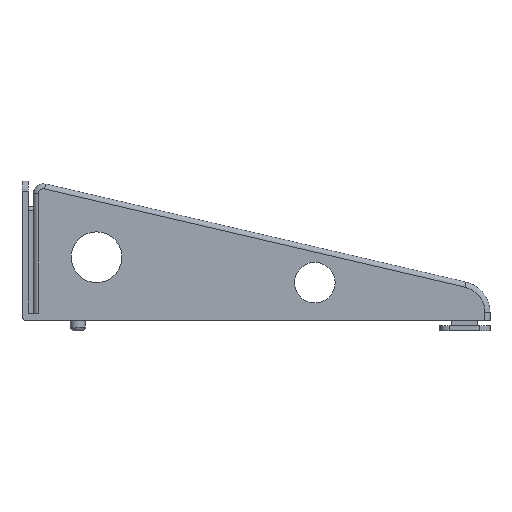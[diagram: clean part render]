
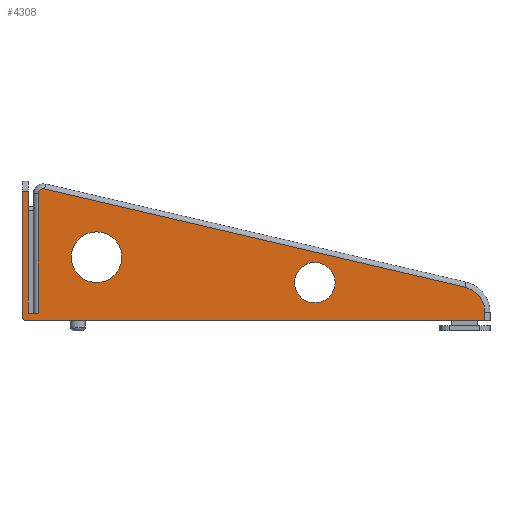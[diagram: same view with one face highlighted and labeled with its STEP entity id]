
A CAD part, top view. The second image highlights one B-rep face of the part: STEP entity #4308.
In plain terms, the highlighted planar face has unit normal (0, 0, 1).
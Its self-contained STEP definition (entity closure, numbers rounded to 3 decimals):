
#129=FACE_BOUND('',#790,.T.);
#130=FACE_BOUND('',#791,.T.);
#302=PLANE('',#4578);
#536=FACE_OUTER_BOUND('',#789,.T.);
#789=EDGE_LOOP('',(#4045,#4046,#4047,#4048,#4049,#4050,#4051,#4052,#4053,
#4054,#4055));
#790=EDGE_LOOP('',(#4056));
#791=EDGE_LOOP('',(#4057));
#793=LINE('',#5580,#1289);
#794=LINE('',#5591,#1290);
#796=LINE('',#5617,#1292);
#811=LINE('',#5655,#1307);
#1277=LINE('',#7318,#1773);
#1283=LINE('',#7330,#1779);
#1285=LINE('',#7336,#1781);
#1287=LINE('',#7340,#1783);
#1289=VECTOR('',#4588,10.);
#1290=VECTOR('',#4601,10.);
#1292=VECTOR('',#4613,10.);
#1307=VECTOR('',#4648,10.);
#1773=VECTOR('',#5540,10.);
#1779=VECTOR('',#5552,10.);
#1781=VECTOR('',#5560,10.);
#1783=VECTOR('',#5566,10.);
#1787=CIRCLE('',#4337,10.25);
#1791=CIRCLE('',#4342,2.);
#1818=CIRCLE('',#4535,8.);
#1819=CIRCLE('',#4537,10.);
#1834=CIRCLE('',#4573,2.);
#1835=VERTEX_POINT('',#5573);
#1838=VERTEX_POINT('',#5578);
#1840=VERTEX_POINT('',#5583);
#1842=VERTEX_POINT('',#5589);
#1844=VERTEX_POINT('',#5609);
#1846=VERTEX_POINT('',#5615);
#1859=VERTEX_POINT('',#5654);
#2206=VERTEX_POINT('',#7202);
#2207=VERTEX_POINT('',#7206);
#2231=VERTEX_POINT('',#7315);
#2232=VERTEX_POINT('',#7317);
#2235=VERTEX_POINT('',#7328);
#2236=VERTEX_POINT('',#7332);
#2240=EDGE_CURVE('',#1838,#1835,#793,.T.);
#2242=EDGE_CURVE('',#1840,#1838,#1787,.T.);
#2245=EDGE_CURVE('',#1842,#1840,#794,.T.);
#2248=EDGE_CURVE('',#1844,#1842,#1791,.T.);
#2251=EDGE_CURVE('',#1846,#1844,#796,.T.);
#2270=EDGE_CURVE('',#1835,#1859,#811,.T.);
#2789=EDGE_CURVE('',#2206,#2206,#1818,.T.);
#2791=EDGE_CURVE('',#2207,#2207,#1819,.T.);
#2831=EDGE_CURVE('',#2232,#2231,#1277,.T.);
#2838=EDGE_CURVE('',#2235,#2231,#1283,.T.);
#2839=EDGE_CURVE('',#1859,#2236,#1834,.T.);
#2841=EDGE_CURVE('',#2232,#1846,#1285,.T.);
#2843=EDGE_CURVE('',#2236,#2235,#1287,.T.);
#4045=ORIENTED_EDGE('',*,*,#2841,.F.);
#4046=ORIENTED_EDGE('',*,*,#2831,.T.);
#4047=ORIENTED_EDGE('',*,*,#2838,.F.);
#4048=ORIENTED_EDGE('',*,*,#2843,.F.);
#4049=ORIENTED_EDGE('',*,*,#2839,.F.);
#4050=ORIENTED_EDGE('',*,*,#2270,.F.);
#4051=ORIENTED_EDGE('',*,*,#2240,.F.);
#4052=ORIENTED_EDGE('',*,*,#2242,.F.);
#4053=ORIENTED_EDGE('',*,*,#2245,.F.);
#4054=ORIENTED_EDGE('',*,*,#2248,.F.);
#4055=ORIENTED_EDGE('',*,*,#2251,.F.);
#4056=ORIENTED_EDGE('',*,*,#2789,.T.);
#4057=ORIENTED_EDGE('',*,*,#2791,.T.);
#4308=ADVANCED_FACE('',(#536,#129,#130),#302,.T.);
#4337=AXIS2_PLACEMENT_3D('',#5585,#4593,#4594);
#4342=AXIS2_PLACEMENT_3D('',#5611,#4605,#4606);
#4535=AXIS2_PLACEMENT_3D('',#7204,#5445,#5446);
#4537=AXIS2_PLACEMENT_3D('',#7208,#5450,#5451);
#4573=AXIS2_PLACEMENT_3D('',#7333,#5555,#5556);
#4578=AXIS2_PLACEMENT_3D('',#7342,#5569,#5570);
#4588=DIRECTION('',(0.,-1.,0.));
#4593=DIRECTION('center_axis',(0.,0.,-1.));
#4594=DIRECTION('ref_axis',(0.783,0.622,0.));
#4601=DIRECTION('',(0.974,-0.227,0.));
#4605=DIRECTION('center_axis',(0.,0.,-1.));
#4606=DIRECTION('ref_axis',(-0.622,0.783,0.));
#4613=DIRECTION('',(0.,1.,0.));
#4648=DIRECTION('',(-1.,0.,0.));
#5445=DIRECTION('center_axis',(0.,0.,-1.));
#5446=DIRECTION('ref_axis',(-1.,0.,0.));
#5450=DIRECTION('center_axis',(0.,0.,-1.));
#5451=DIRECTION('ref_axis',(-1.,0.,0.));
#5540=DIRECTION('',(0.,1.,0.));
#5552=DIRECTION('',(1.,0.,0.));
#5555=DIRECTION('center_axis',(0.,0.,-1.));
#5556=DIRECTION('ref_axis',(-0.707,-0.707,0.));
#5560=DIRECTION('',(1.,0.,0.));
#5566=DIRECTION('',(0.,1.,0.));
#5569=DIRECTION('center_axis',(0.,0.,1.));
#5570=DIRECTION('ref_axis',(1.,0.,0.));
#5573=CARTESIAN_POINT('',(178.,0.,9.2));
#5578=CARTESIAN_POINT('',(178.,3.279,9.2));
#5580=CARTESIAN_POINT('',(178.,13.75,9.2));
#5583=CARTESIAN_POINT('',(170.079,13.261,9.2));
#5585=CARTESIAN_POINT('Origin',(167.75,3.279,9.2));
#5589=CARTESIAN_POINT('',(4.454,51.907,9.2));
#5591=CARTESIAN_POINT('',(135.265,21.385,9.2));
#5609=CARTESIAN_POINT('',(2.,49.959,9.2));
#5611=CARTESIAN_POINT('Origin',(4.,49.959,9.2));
#5615=CARTESIAN_POINT('',(2.,3.,9.2));
#5617=CARTESIAN_POINT('',(2.,41.25,9.2));
#5654=CARTESIAN_POINT('',(-2.4,0.,9.2));
#5655=CARTESIAN_POINT('',(-2.,0.,9.2));
#7202=CARTESIAN_POINT('',(119.,15.,9.2));
#7204=CARTESIAN_POINT('Origin',(111.,15.,9.2));
#7206=CARTESIAN_POINT('',(35.,25.,9.2));
#7208=CARTESIAN_POINT('Origin',(25.,25.,9.2));
#7315=CARTESIAN_POINT('',(-2.,51.,9.2));
#7317=CARTESIAN_POINT('',(-2.,3.,9.2));
#7318=CARTESIAN_POINT('',(-2.,0.,9.2));
#7328=CARTESIAN_POINT('',(-4.4,51.,9.2));
#7330=CARTESIAN_POINT('',(44.,51.,9.2));
#7332=CARTESIAN_POINT('',(-4.4,2.,9.2));
#7333=CARTESIAN_POINT('Origin',(-2.4,2.,9.2));
#7336=CARTESIAN_POINT('',(0.,3.,9.2));
#7340=CARTESIAN_POINT('',(-4.4,0.,9.2));
#7342=CARTESIAN_POINT('Origin',(90.,27.5,9.2));
